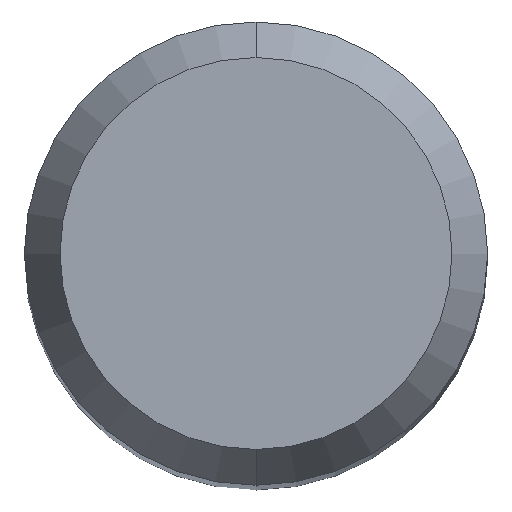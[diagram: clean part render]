
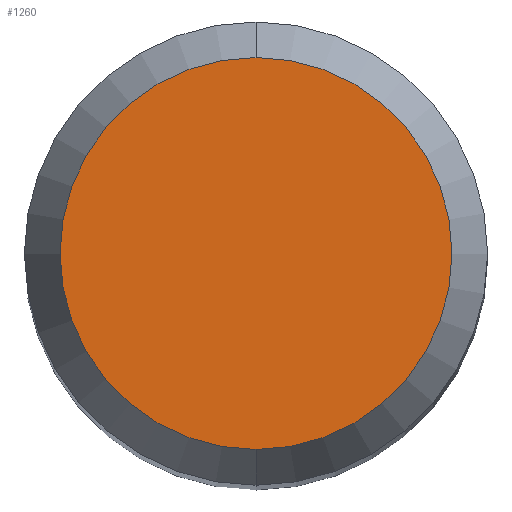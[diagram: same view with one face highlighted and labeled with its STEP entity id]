
A CAD part, top view. The second image highlights one B-rep face of the part: STEP entity #1260.
In plain terms, the highlighted planar face has unit normal (0, 0, 1).
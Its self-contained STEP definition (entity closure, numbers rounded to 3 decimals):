
#590=EDGE_CURVE('',#900,#926,#1581,.T.);
#728=EDGE_CURVE('',#926,#900,#1726,.T.);
#900=VERTEX_POINT('',#1914);
#926=VERTEX_POINT('',#1945);
#1260=ADVANCED_FACE('',(#2315),#2316,.T.);
#1581=CIRCLE('',#3649,2.538);
#1726=CIRCLE('',#4810,2.538);
#1914=CARTESIAN_POINT('',(0.0,2.538,0.0));
#1945=CARTESIAN_POINT('',(0.,-2.538,0.0));
#2315=FACE_OUTER_BOUND('',#11115,.T.);
#2316=PLANE('',#11116);
#3649=AXIS2_PLACEMENT_3D('',#13246,#13247,#13248);
#4810=AXIS2_PLACEMENT_3D('',#13336,#13337,#13338);
#11115=EDGE_LOOP('',(#14027,#14028));
#11116=AXIS2_PLACEMENT_3D('',#14029,#14030,#14031);
#13246=CARTESIAN_POINT('',(0.0,0.0,0.0));
#13247=DIRECTION('',(0.0,0.0,-1.0));
#13248=DIRECTION('',(0.0,1.0,0.0));
#13336=CARTESIAN_POINT('',(0.0,0.0,0.0));
#13337=DIRECTION('',(0.0,0.0,-1.0));
#13338=DIRECTION('',(0.0,1.0,0.0));
#14027=ORIENTED_EDGE('',*,*,#590,.F.);
#14028=ORIENTED_EDGE('',*,*,#728,.F.);
#14029=CARTESIAN_POINT('',(0.0,1.269,0.0));
#14030=DIRECTION('',(-0.0,0.0,1.0));
#14031=DIRECTION('',(0.0,-1.0,0.0));
